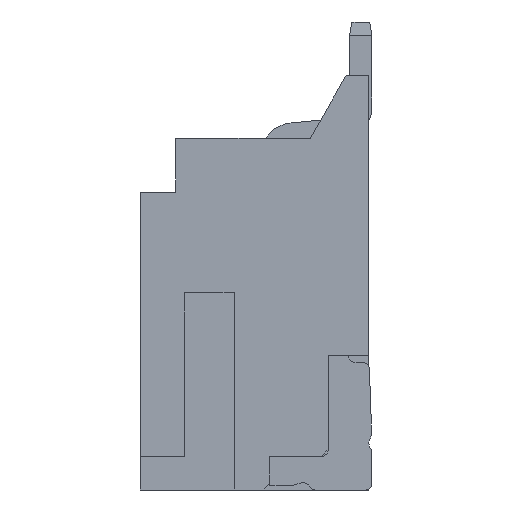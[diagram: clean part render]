
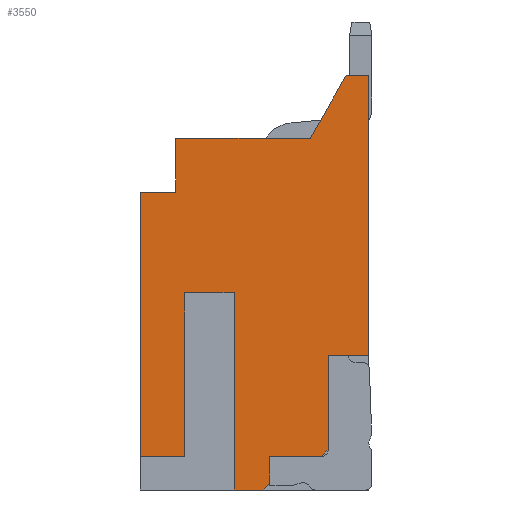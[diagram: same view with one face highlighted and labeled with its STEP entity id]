
A CAD part, left-side view. The second image highlights one B-rep face of the part: STEP entity #3550.
In plain terms, the highlighted planar face has unit normal (-1, 0, 0).
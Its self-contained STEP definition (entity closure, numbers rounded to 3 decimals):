
#45 = EDGE_LOOP ( 'NONE', ( #3627, #10755, #14316, #7433, #3056, #18082, #11921, #9686, #17218, #4053, #6443, #12998, #4144, #10150, #19316, #3818, #13179, #1072 ) ) ;
#610 = DIRECTION ( 'NONE',  ( 0., 0., 1. ) ) ;
#662 = VECTOR ( 'NONE', #6433, 1000. ) ;
#666 = DIRECTION ( 'NONE',  ( 0., -1., 0. ) ) ;
#1072 = ORIENTED_EDGE ( 'NONE', *, *, #17585, .F. ) ;
#1339 = CARTESIAN_POINT ( 'NONE',  ( -8., -2.55, -1.2 ) ) ;
#1674 = CARTESIAN_POINT ( 'NONE',  ( -8., -1., -3.225 ) ) ;
#1767 = VERTEX_POINT ( 'NONE', #11310 ) ;
#2006 = VECTOR ( 'NONE', #16335, 1000. ) ;
#2016 = CARTESIAN_POINT ( 'NONE',  ( -8., -2.75, -7.85 ) ) ;
#2187 = VECTOR ( 'NONE', #666, 1000. ) ;
#2344 = DIRECTION ( 'NONE',  ( 0., 1., 0. ) ) ;
#2415 = DIRECTION ( 'NONE',  ( 0., 0., 1. ) ) ;
#2798 = DIRECTION ( 'NONE',  ( 0., 0.707, -0.707 ) ) ;
#2822 = EDGE_CURVE ( 'NONE', #8101, #6964, #3519, .T. ) ;
#2853 = EDGE_CURVE ( 'NONE', #17753, #13830, #13527, .T. ) ;
#3050 = CARTESIAN_POINT ( 'NONE',  ( -8., -4.2, -4.85 ) ) ;
#3056 = ORIENTED_EDGE ( 'NONE', *, *, #2822, .F. ) ;
#3092 = LINE ( 'NONE', #12578, #662 ) ;
#3519 = LINE ( 'NONE', #6778, #3539 ) ;
#3539 = VECTOR ( 'NONE', #20826, 1000. ) ;
#3550 = ADVANCED_FACE ( 'NONE', ( #11694 ), #6727, .F. ) ;
#3627 = ORIENTED_EDGE ( 'NONE', *, *, #9226, .F. ) ;
#3671 = CARTESIAN_POINT ( 'NONE',  ( -8., -1., -3.45 ) ) ;
#3818 = ORIENTED_EDGE ( 'NONE', *, *, #9931, .F. ) ;
#3851 = CARTESIAN_POINT ( 'NONE',  ( -8., -2.9, -6.025 ) ) ;
#3990 = CARTESIAN_POINT ( 'NONE',  ( -8., -2.1, -3.225 ) ) ;
#4053 = ORIENTED_EDGE ( 'NONE', *, *, #10888, .F. ) ;
#4144 = ORIENTED_EDGE ( 'NONE', *, *, #20500, .F. ) ;
#4145 = CARTESIAN_POINT ( 'NONE',  ( -8., -2.9, -7.7 ) ) ;
#4265 = VECTOR ( 'NONE', #20101, 1000. ) ;
#4288 = CARTESIAN_POINT ( 'NONE',  ( -8., -2.55, -7.1 ) ) ;
#4365 = LINE ( 'NONE', #10783, #12878 ) ;
#4489 = CARTESIAN_POINT ( 'NONE',  ( -8., 0., -7.1 ) ) ;
#4902 = VERTEX_POINT ( 'NONE', #4145 ) ;
#4950 = EDGE_CURVE ( 'NONE', #6968, #12054, #3092, .T. ) ;
#5373 = LINE ( 'NONE', #19641, #18722 ) ;
#5743 = VERTEX_POINT ( 'NONE', #13144 ) ;
#5749 = LINE ( 'NONE', #10703, #5975 ) ;
#5784 = EDGE_CURVE ( 'NONE', #10084, #17753, #4365, .T. ) ;
#5975 = VECTOR ( 'NONE', #2798, 1000. ) ;
#5994 = CARTESIAN_POINT ( 'NONE',  ( -8., 0., -1.2 ) ) ;
#6389 = CARTESIAN_POINT ( 'NONE',  ( -8., -2.55, -3.45 ) ) ;
#6433 = DIRECTION ( 'NONE',  ( 0., -1., 0. ) ) ;
#6443 = ORIENTED_EDGE ( 'NONE', *, *, #7178, .F. ) ;
#6584 = VERTEX_POINT ( 'NONE', #3671 ) ;
#6727 = PLANE ( 'NONE',  #8967 ) ;
#6778 = CARTESIAN_POINT ( 'NONE',  ( -8., -4.85, 1.4 ) ) ;
#6964 = VERTEX_POINT ( 'NONE', #13231 ) ;
#6968 = VERTEX_POINT ( 'NONE', #14730 ) ;
#7175 = CARTESIAN_POINT ( 'NONE',  ( -8., -2.55, -4.85 ) ) ;
#7178 = EDGE_CURVE ( 'NONE', #16089, #18565, #16141, .T. ) ;
#7203 = DIRECTION ( 'NONE',  ( 0., 0., 1. ) ) ;
#7389 = EDGE_CURVE ( 'NONE', #13830, #8101, #15499, .T. ) ;
#7433 = ORIENTED_EDGE ( 'NONE', *, *, #7890, .T. ) ;
#7499 = VERTEX_POINT ( 'NONE', #3050 ) ;
#7687 = CARTESIAN_POINT ( 'NONE',  ( -8., -2.1, -3.45 ) ) ;
#7753 = DIRECTION ( 'NONE',  ( 0., -1., 0. ) ) ;
#7890 = EDGE_CURVE ( 'NONE', #12796, #6964, #5373, .T. ) ;
#7991 = DIRECTION ( 'NONE',  ( 0., 0., -1. ) ) ;
#8075 = DIRECTION ( 'NONE',  ( 0., 1., 0. ) ) ;
#8101 = VERTEX_POINT ( 'NONE', #19281 ) ;
#8584 = EDGE_CURVE ( 'NONE', #7499, #14411, #15816, .T. ) ;
#8682 = EDGE_CURVE ( 'NONE', #6584, #16089, #9794, .T. ) ;
#8732 = VECTOR ( 'NONE', #2415, 1000. ) ;
#8967 = AXIS2_PLACEMENT_3D ( 'NONE', #19642, #15074, #16327 ) ;
#9226 = EDGE_CURVE ( 'NONE', #14411, #1767, #5749, .T. ) ;
#9554 = LINE ( 'NONE', #1339, #15436 ) ;
#9686 = ORIENTED_EDGE ( 'NONE', *, *, #5784, .F. ) ;
#9794 = LINE ( 'NONE', #1674, #10337 ) ;
#9931 = EDGE_CURVE ( 'NONE', #4902, #12054, #13471, .T. ) ;
#10084 = VERTEX_POINT ( 'NONE', #10497 ) ;
#10150 = ORIENTED_EDGE ( 'NONE', *, *, #12623, .F. ) ;
#10337 = VECTOR ( 'NONE', #7991, 1000. ) ;
#10497 = CARTESIAN_POINT ( 'NONE',  ( -8., -0.8, -1.2 ) ) ;
#10703 = CARTESIAN_POINT ( 'NONE',  ( -8., -4.2, -6.95 ) ) ;
#10755 = ORIENTED_EDGE ( 'NONE', *, *, #8584, .F. ) ;
#10783 = CARTESIAN_POINT ( 'NONE',  ( -8., -0.8, -3.925 ) ) ;
#10888 = EDGE_CURVE ( 'NONE', #18565, #12242, #12979, .T. ) ;
#10994 = CARTESIAN_POINT ( 'NONE',  ( -8., -4.2, -6.95 ) ) ;
#11047 = VECTOR ( 'NONE', #7203, 1000. ) ;
#11190 = VECTOR ( 'NONE', #20511, 1000. ) ;
#11310 = CARTESIAN_POINT ( 'NONE',  ( -8., -4.05, -7.1 ) ) ;
#11694 = FACE_OUTER_BOUND ( 'NONE', #45, .T. ) ;
#11730 = VECTOR ( 'NONE', #20429, 1000. ) ;
#11845 = CARTESIAN_POINT ( 'NONE',  ( -8., -2.55, 0. ) ) ;
#11893 = LINE ( 'NONE', #3990, #18793 ) ;
#11921 = ORIENTED_EDGE ( 'NONE', *, *, #2853, .F. ) ;
#12054 = VERTEX_POINT ( 'NONE', #2016 ) ;
#12098 = DIRECTION ( 'NONE',  ( 0., 0., 1. ) ) ;
#12187 = VECTOR ( 'NONE', #20263, 1000. ) ;
#12242 = VERTEX_POINT ( 'NONE', #5994 ) ;
#12386 = CARTESIAN_POINT ( 'NONE',  ( -8., -2.55, -7.1 ) ) ;
#12578 = CARTESIAN_POINT ( 'NONE',  ( -8., -2.55, -7.85 ) ) ;
#12623 = EDGE_CURVE ( 'NONE', #6968, #14786, #11893, .T. ) ;
#12796 = VERTEX_POINT ( 'NONE', #14740 ) ;
#12831 = EDGE_CURVE ( 'NONE', #4902, #5743, #20124, .T. ) ;
#12878 = VECTOR ( 'NONE', #17220, 1000. ) ;
#12979 = LINE ( 'NONE', #19452, #8732 ) ;
#12998 = ORIENTED_EDGE ( 'NONE', *, *, #8682, .F. ) ;
#13144 = CARTESIAN_POINT ( 'NONE',  ( -8., -2.9, -7.1 ) ) ;
#13179 = ORIENTED_EDGE ( 'NONE', *, *, #12831, .T. ) ;
#13231 = CARTESIAN_POINT ( 'NONE',  ( -8., -5.1, 1.4 ) ) ;
#13471 = LINE ( 'NONE', #14659, #2006 ) ;
#13527 = LINE ( 'NONE', #11845, #2187 ) ;
#13598 = CARTESIAN_POINT ( 'NONE',  ( -8., -1., -7.1 ) ) ;
#13636 = VECTOR ( 'NONE', #2344, 1000. ) ;
#13772 = CARTESIAN_POINT ( 'NONE',  ( -8., -3.8, 0. ) ) ;
#13830 = VERTEX_POINT ( 'NONE', #13772 ) ;
#14316 = ORIENTED_EDGE ( 'NONE', *, *, #14728, .F. ) ;
#14411 = VERTEX_POINT ( 'NONE', #10994 ) ;
#14659 = CARTESIAN_POINT ( 'NONE',  ( -8., -2.9, -7.7 ) ) ;
#14728 = EDGE_CURVE ( 'NONE', #12796, #7499, #19990, .T. ) ;
#14730 = CARTESIAN_POINT ( 'NONE',  ( -8., -2.1, -7.85 ) ) ;
#14740 = CARTESIAN_POINT ( 'NONE',  ( -8., -5.1, -4.85 ) ) ;
#14786 = VERTEX_POINT ( 'NONE', #7687 ) ;
#15074 = DIRECTION ( 'NONE',  ( 1., 0., 0. ) ) ;
#15283 = CARTESIAN_POINT ( 'NONE',  ( -8., -3.8, 0. ) ) ;
#15347 = VECTOR ( 'NONE', #8075, 1000. ) ;
#15436 = VECTOR ( 'NONE', #7753, 1000. ) ;
#15499 = LINE ( 'NONE', #15283, #12187 ) ;
#15688 = LINE ( 'NONE', #6389, #15347 ) ;
#15816 = LINE ( 'NONE', #18509, #4265 ) ;
#16089 = VERTEX_POINT ( 'NONE', #13598 ) ;
#16141 = LINE ( 'NONE', #12386, #11190 ) ;
#16327 = DIRECTION ( 'NONE',  ( 0., 0., -1. ) ) ;
#16335 = DIRECTION ( 'NONE',  ( 0., 0.707, -0.707 ) ) ;
#17218 = ORIENTED_EDGE ( 'NONE', *, *, #17388, .F. ) ;
#17220 = DIRECTION ( 'NONE',  ( 0., 0., 1. ) ) ;
#17388 = EDGE_CURVE ( 'NONE', #12242, #10084, #9554, .T. ) ;
#17585 = EDGE_CURVE ( 'NONE', #1767, #5743, #20133, .T. ) ;
#17753 = VERTEX_POINT ( 'NONE', #20628 ) ;
#18082 = ORIENTED_EDGE ( 'NONE', *, *, #7389, .F. ) ;
#18509 = CARTESIAN_POINT ( 'NONE',  ( -8., -4.2, -3.225 ) ) ;
#18565 = VERTEX_POINT ( 'NONE', #4489 ) ;
#18722 = VECTOR ( 'NONE', #610, 1000. ) ;
#18793 = VECTOR ( 'NONE', #12098, 1000. ) ;
#19281 = CARTESIAN_POINT ( 'NONE',  ( -8., -4.6, 1.4 ) ) ;
#19316 = ORIENTED_EDGE ( 'NONE', *, *, #4950, .T. ) ;
#19452 = CARTESIAN_POINT ( 'NONE',  ( -8., 0., -3.225 ) ) ;
#19641 = CARTESIAN_POINT ( 'NONE',  ( -8., -5.1, -3.225 ) ) ;
#19642 = CARTESIAN_POINT ( 'NONE',  ( -8., -2.55, -3.225 ) ) ;
#19990 = LINE ( 'NONE', #7175, #13636 ) ;
#20101 = DIRECTION ( 'NONE',  ( 0., 0., -1. ) ) ;
#20124 = LINE ( 'NONE', #3851, #11047 ) ;
#20133 = LINE ( 'NONE', #4288, #11730 ) ;
#20263 = DIRECTION ( 'NONE',  ( 0., -0.496, 0.868 ) ) ;
#20429 = DIRECTION ( 'NONE',  ( 0., 1., 0. ) ) ;
#20500 = EDGE_CURVE ( 'NONE', #14786, #6584, #15688, .T. ) ;
#20511 = DIRECTION ( 'NONE',  ( 0., 1., 0. ) ) ;
#20628 = CARTESIAN_POINT ( 'NONE',  ( -8., -0.8, 0. ) ) ;
#20826 = DIRECTION ( 'NONE',  ( 0., -1., 0. ) ) ;
